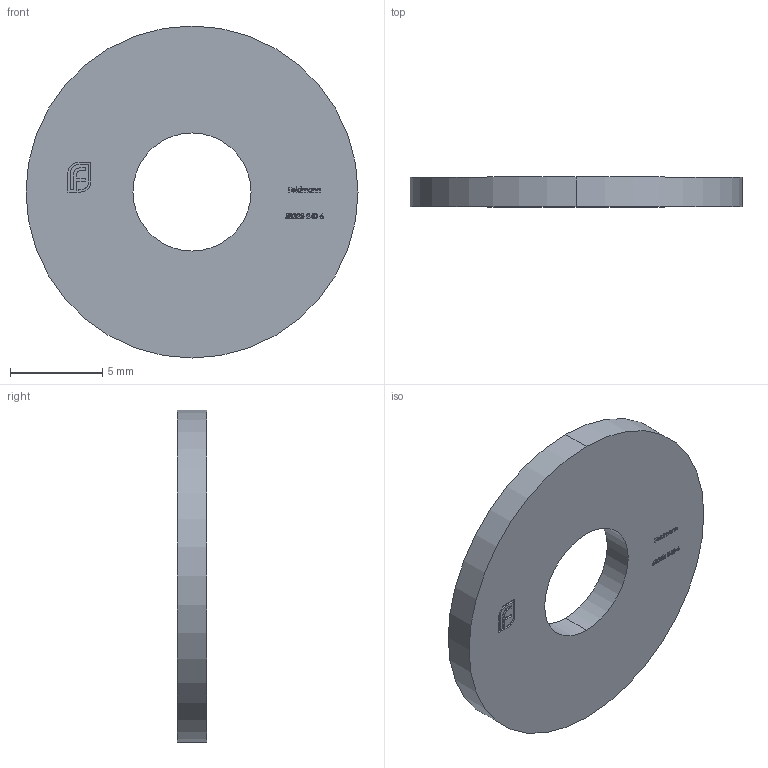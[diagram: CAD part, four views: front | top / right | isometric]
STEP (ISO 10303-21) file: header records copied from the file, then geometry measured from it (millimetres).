
FILE_DESCRIPTION (( 'STEP AP203' ), '1' );
FILE_NAME ('58325-240-6.step', '2021-03-08T15:42:07', ( '' ), ( '' ), 'SwSTEP 2.0', 'SolidWorks 2018', '' );
FILE_SCHEMA (( 'CONFIG_CONTROL_DESIGN' ));
Length unit declared in the file: millimetre
Products named in the file (2): 58325-240-6
Bounding box: 18 x 1.6 x 18 mm (x, y, z)
Volume: 355.6 mm3; surface area: 570.7 mm2
Topology: 1 solids, 1 shells, 304 faces, 822 edges, 548 vertices
Faces by surface type: plane 155, bspline 145, cylinder 4
Entity records: 16771 total; most frequent: CARTESIAN_POINT 9949, ORIENTED_EDGE 1644, DIRECTION 862, EDGE_CURVE 822, VERTEX_POINT 548, VECTOR 524, LINE 524, EDGE_LOOP 334
